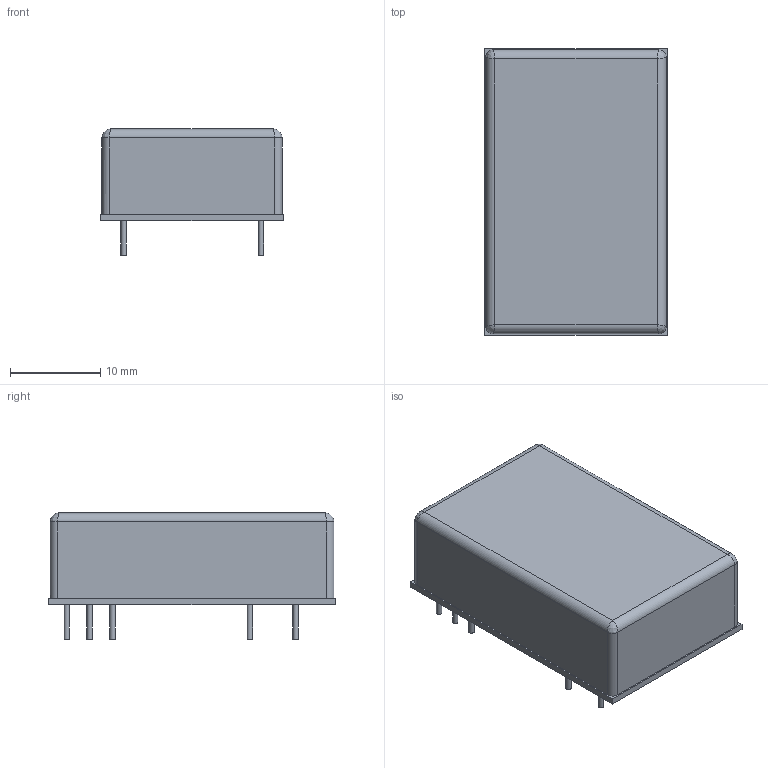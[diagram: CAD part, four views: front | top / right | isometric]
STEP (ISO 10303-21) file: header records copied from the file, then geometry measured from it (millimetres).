
FILE_DESCRIPTION(('FreeCAD Model'),'2;1');
FILE_NAME('THD_12-xxxx.step','2017-06-08T15:48:08',( 'kicad StepUp'),('ksu MCAD'),'Open CASCADE STEP processor 6.8', 'FreeCAD','Unknown');
FILE_SCHEMA(('AUTOMOTIVE_DESIGN_CC2 { 1 2 10303 214 -1 1 5 4 }'));
Length unit declared in the file: millimetre
Products named in the file (1): THD_12-xxxx
Bounding box: 20.3 x 31.8 x 14 mm (x, y, z)
Volume: 6419.8 mm3; surface area: 2349.7 mm2
Topology: 1 solids, 1 shells, 41 faces, 79 edges, 46 vertices
Faces by surface type: plane 20, cylinder 17, bspline 4
Full cylindrical faces by diameter (mm): 0.6 x9
Entity records: 1621 total; most frequent: CARTESIAN_POINT 524, DIRECTION 161, ORIENTED_EDGE 150, EDGE_CURVE 75, AXIS2_PLACEMENT_3D 60, FACE_BOUND 51, EDGE_LOOP 51, VERTEX_POINT 46
